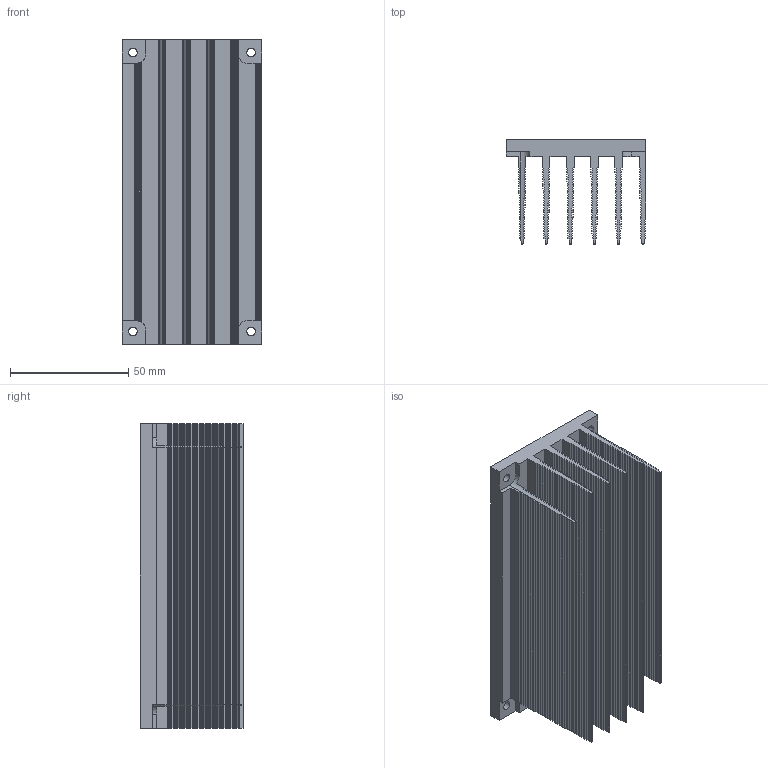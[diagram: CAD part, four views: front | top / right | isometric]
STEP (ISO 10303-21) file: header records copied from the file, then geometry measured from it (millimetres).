
FILE_DESCRIPTION(('STEP AP242'), '1');
FILE_NAME('購葠.752695.003 - 冓儰僗闉_182', '', ('UNSPECIFIED'), ('UNSPECIFIED'), 'ASCON STEP Converter 1.6', 'ASCON Math Kernel', '');
FILE_SCHEMA(('AP242_MANAGED_MODEL_BASED_3D_ENGINEERING_MIM_LF { 1 0 10303 442 1 1 4 }'));
Length unit declared in the file: millimetre
Products named in the file (1): 購葠.752695.003
Bounding box: 59.02 x 44 x 129 mm (x, y, z)
Volume: 109068 mm3; surface area: 89024.5 mm2
Topology: 1 solids, 1 shells, 788 faces, 2358 edges, 1572 vertices
Faces by surface type: plane 766, cylinder 22
Full cylindrical faces by diameter (mm): 3.6 x4
Entity records: 32382 total; most frequent: CARTESIAN_POINT 5311, ORIENTED_EDGE 4708, DIRECTION 3784, EDGE_CURVE 2354, LINE 2130, VECTOR 2130, VERTEX_POINT 1572, AXIS2_PLACEMENT_3D 827
